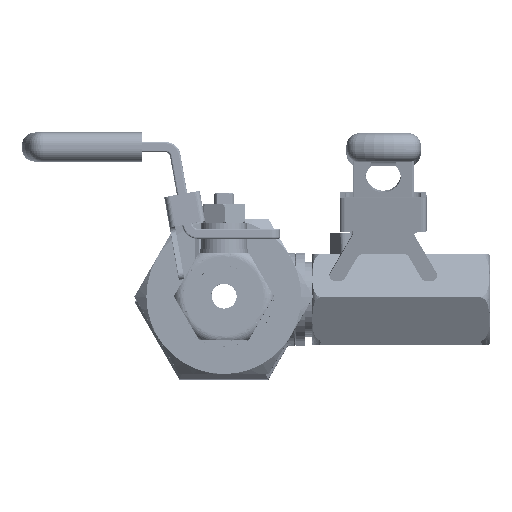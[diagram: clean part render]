
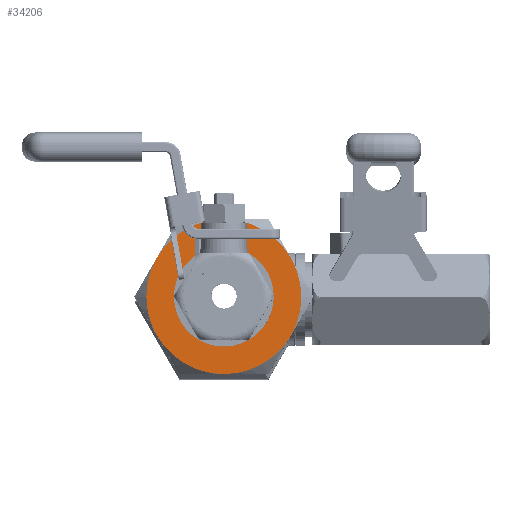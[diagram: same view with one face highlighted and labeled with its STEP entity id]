
A CAD part, top view. The second image highlights one B-rep face of the part: STEP entity #34206.
In plain terms, the highlighted planar face has unit normal (0, 0, 1).
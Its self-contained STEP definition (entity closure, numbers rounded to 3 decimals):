
#443 = AXIS2_PLACEMENT_3D ( 'NONE', #47901, #27058, #35556 ) ;
#1545 = DIRECTION ( 'NONE',  ( 1., 0., 0. ) ) ;
#2169 = ORIENTED_EDGE ( 'NONE', *, *, #39132, .T. ) ;
#2733 = CARTESIAN_POINT ( 'NONE',  ( 13.164, 7.6, 23.5 ) ) ;
#3396 = AXIS2_PLACEMENT_3D ( 'NONE', #14082, #14873, #52707 ) ;
#3860 = ORIENTED_EDGE ( 'NONE', *, *, #33791, .T. ) ;
#4702 = CARTESIAN_POINT ( 'NONE',  ( -13.164, 7.6, 23.5 ) ) ;
#4842 = CARTESIAN_POINT ( 'NONE',  ( 13.164, -7.6, 23.5 ) ) ;
#5242 = DIRECTION ( 'NONE',  ( 1., 0., 0. ) ) ;
#5413 = DIRECTION ( 'NONE',  ( 1., 0., 0. ) ) ;
#5751 = CARTESIAN_POINT ( 'NONE',  ( 0., 0., 23.5 ) ) ;
#6657 = CARTESIAN_POINT ( 'NONE',  ( 0., 0., 23.5 ) ) ;
#7004 = EDGE_CURVE ( 'NONE', #38851, #37384, #36704, .T. ) ;
#8438 = EDGE_CURVE ( 'NONE', #10164, #8896, #22829, .T. ) ;
#8896 = VERTEX_POINT ( 'NONE', #46364 ) ;
#8950 = ORIENTED_EDGE ( 'NONE', *, *, #27971, .T. ) ;
#8970 = DIRECTION ( 'NONE',  ( 0., 0., 1. ) ) ;
#10164 = VERTEX_POINT ( 'NONE', #52211 ) ;
#10527 = DIRECTION ( 'NONE',  ( 0., 0., 1. ) ) ;
#11259 = DIRECTION ( 'NONE',  ( 0., 0., 1. ) ) ;
#12130 = CIRCLE ( 'NONE', #3396, 15.2 ) ;
#12280 = CIRCLE ( 'NONE', #22742, 15.2 ) ;
#12755 = CIRCLE ( 'NONE', #30237, 15.2 ) ;
#13110 = AXIS2_PLACEMENT_3D ( 'NONE', #46210, #39040, #1545 ) ;
#14052 = ORIENTED_EDGE ( 'NONE', *, *, #44147, .T. ) ;
#14082 = CARTESIAN_POINT ( 'NONE',  ( 0., 0., 23.5 ) ) ;
#14873 = DIRECTION ( 'NONE',  ( 0., 0., 1. ) ) ;
#15164 = CARTESIAN_POINT ( 'NONE',  ( -15.2, 0., 23.5 ) ) ;
#15637 = CARTESIAN_POINT ( 'NONE',  ( 0., 0., 23.5 ) ) ;
#18363 = VERTEX_POINT ( 'NONE', #15164 ) ;
#19013 = PLANE ( 'NONE',  #50074 ) ;
#19548 = FACE_BOUND ( 'NONE', #35288, .T. ) ;
#19864 = CIRCLE ( 'NONE', #24204, 15.2 ) ;
#22413 = DIRECTION ( 'NONE',  ( 0., 0., 1. ) ) ;
#22742 = AXIS2_PLACEMENT_3D ( 'NONE', #6657, #11259, #52935 ) ;
#22829 = CIRCLE ( 'NONE', #43807, 9.8 ) ;
#24204 = AXIS2_PLACEMENT_3D ( 'NONE', #39011, #30515, #25611 ) ;
#25611 = DIRECTION ( 'NONE',  ( 1., 0., 0. ) ) ;
#27058 = DIRECTION ( 'NONE',  ( 0., 0., 1. ) ) ;
#27214 = DIRECTION ( 'NONE',  ( 1., 0., 0. ) ) ;
#27971 = EDGE_CURVE ( 'NONE', #47571, #18363, #12130, .T. ) ;
#29016 = CARTESIAN_POINT ( 'NONE',  ( -13.164, -7.6, 23.5 ) ) ;
#29118 = CARTESIAN_POINT ( 'NONE',  ( 0., 15.2, 23.5 ) ) ;
#30097 = CARTESIAN_POINT ( 'NONE',  ( 0., 0., 23.5 ) ) ;
#30237 = AXIS2_PLACEMENT_3D ( 'NONE', #30097, #46841, #42165 ) ;
#30515 = DIRECTION ( 'NONE',  ( 0., 0., 1. ) ) ;
#30707 = VERTEX_POINT ( 'NONE', #29118 ) ;
#31139 = CARTESIAN_POINT ( 'NONE',  ( 0., -15.2, 23.5 ) ) ;
#31441 = ORIENTED_EDGE ( 'NONE', *, *, #7004, .T. ) ;
#31712 = EDGE_CURVE ( 'NONE', #41344, #34891, #12280, .T. ) ;
#33678 = AXIS2_PLACEMENT_3D ( 'NONE', #5751, #22413, #39114 ) ;
#33791 = EDGE_CURVE ( 'NONE', #18363, #38851, #38612, .T. ) ;
#34206 = ADVANCED_FACE ( 'NONE', ( #19548, #48326 ), #19013, .T. ) ;
#34891 = VERTEX_POINT ( 'NONE', #2733 ) ;
#35288 = EDGE_LOOP ( 'NONE', ( #43221, #47561 ) ) ;
#35556 = DIRECTION ( 'NONE',  ( 1., 0., 0. ) ) ;
#36272 = CIRCLE ( 'NONE', #33678, 9.8 ) ;
#36704 = CIRCLE ( 'NONE', #13110, 15.2 ) ;
#37384 = VERTEX_POINT ( 'NONE', #31139 ) ;
#37868 = ORIENTED_EDGE ( 'NONE', *, *, #51296, .F. ) ;
#38612 = CIRCLE ( 'NONE', #40359, 15.2 ) ;
#38851 = VERTEX_POINT ( 'NONE', #29016 ) ;
#39011 = CARTESIAN_POINT ( 'NONE',  ( 0., 0., 23.5 ) ) ;
#39040 = DIRECTION ( 'NONE',  ( 0., 0., 1. ) ) ;
#39076 = EDGE_CURVE ( 'NONE', #8896, #10164, #36272, .T. ) ;
#39114 = DIRECTION ( 'NONE',  ( 1., 0., 0. ) ) ;
#39132 = EDGE_CURVE ( 'NONE', #37384, #41344, #40660, .T. ) ;
#40359 = AXIS2_PLACEMENT_3D ( 'NONE', #15637, #41372, #5242 ) ;
#40660 = CIRCLE ( 'NONE', #443, 15.2 ) ;
#41344 = VERTEX_POINT ( 'NONE', #4842 ) ;
#41372 = DIRECTION ( 'NONE',  ( 0., 0., 1. ) ) ;
#42165 = DIRECTION ( 'NONE',  ( -1., 0., 0. ) ) ;
#42893 = CARTESIAN_POINT ( 'NONE',  ( 0., 0., 23.5 ) ) ;
#43221 = ORIENTED_EDGE ( 'NONE', *, *, #39076, .F. ) ;
#43358 = ORIENTED_EDGE ( 'NONE', *, *, #31712, .T. ) ;
#43807 = AXIS2_PLACEMENT_3D ( 'NONE', #42893, #8970, #5413 ) ;
#44147 = EDGE_CURVE ( 'NONE', #34891, #30707, #19864, .T. ) ;
#45244 = EDGE_LOOP ( 'NONE', ( #43358, #14052, #37868, #8950, #3860, #31441, #2169 ) ) ;
#46210 = CARTESIAN_POINT ( 'NONE',  ( 0., 0., 23.5 ) ) ;
#46364 = CARTESIAN_POINT ( 'NONE',  ( -9.8, 0., 23.5 ) ) ;
#46841 = DIRECTION ( 'NONE',  ( 0., 0., -1. ) ) ;
#47561 = ORIENTED_EDGE ( 'NONE', *, *, #8438, .F. ) ;
#47571 = VERTEX_POINT ( 'NONE', #4702 ) ;
#47901 = CARTESIAN_POINT ( 'NONE',  ( 0., 0., 23.5 ) ) ;
#48326 = FACE_OUTER_BOUND ( 'NONE', #45244, .T. ) ;
#50074 = AXIS2_PLACEMENT_3D ( 'NONE', #52991, #10527, #27214 ) ;
#51296 = EDGE_CURVE ( 'NONE', #47571, #30707, #12755, .T. ) ;
#52211 = CARTESIAN_POINT ( 'NONE',  ( 9.8, 0., 23.5 ) ) ;
#52707 = DIRECTION ( 'NONE',  ( 1., 0., 0. ) ) ;
#52935 = DIRECTION ( 'NONE',  ( 1., 0., 0. ) ) ;
#52991 = CARTESIAN_POINT ( 'NONE',  ( 0., 0., 23.5 ) ) ;
